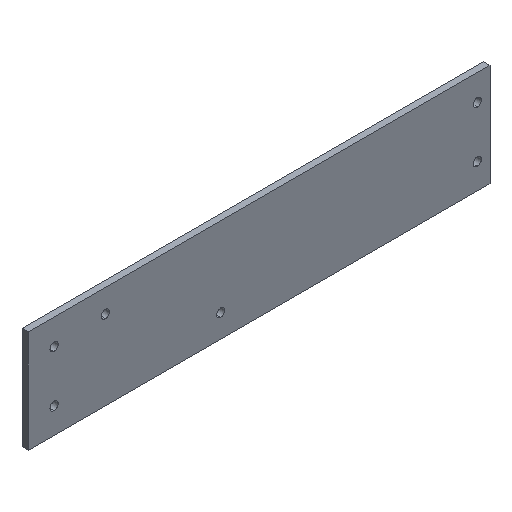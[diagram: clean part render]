
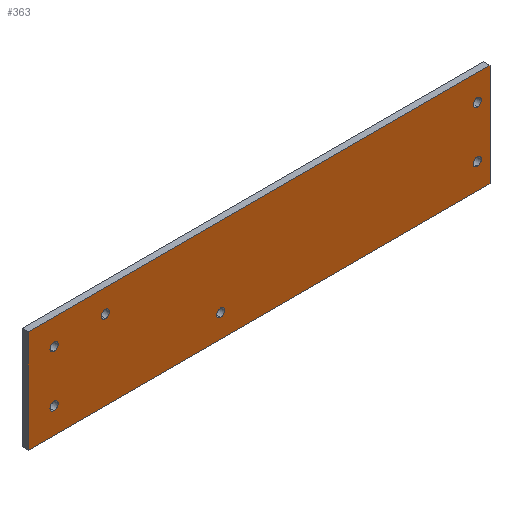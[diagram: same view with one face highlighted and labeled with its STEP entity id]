
A CAD part, isometric view. The second image highlights one B-rep face of the part: STEP entity #363.
In plain terms, the highlighted planar face has unit normal (0, -1, 0).
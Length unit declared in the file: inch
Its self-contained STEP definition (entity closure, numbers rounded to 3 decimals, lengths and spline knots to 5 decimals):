
#8 = LINE ( 'NONE', #351, #617 ) ;
#11 = DIRECTION ( 'NONE',  ( 0., 1., 0. ) ) ;
#21 = CIRCLE ( 'NONE', #56, 0.0795 ) ;
#23 = EDGE_CURVE ( 'NONE', #568, #78, #200, .T. ) ;
#25 = CARTESIAN_POINT ( 'NONE',  ( -4.5, 0., -1. ) ) ;
#33 = CARTESIAN_POINT ( 'NONE',  ( -4., 0., 0.5795 ) ) ;
#35 = EDGE_CURVE ( 'NONE', #504, #649, #362, .T. ) ;
#43 = CARTESIAN_POINT ( 'NONE',  ( -4., 0., 0.5 ) ) ;
#47 = EDGE_CURVE ( 'NONE', #622, #278, #390, .T. ) ;
#49 = ORIENTED_EDGE ( 'NONE', *, *, #345, .T. ) ;
#53 = AXIS2_PLACEMENT_3D ( 'NONE', #209, #510, #647 ) ;
#56 = AXIS2_PLACEMENT_3D ( 'NONE', #43, #243, #328 ) ;
#59 = DIRECTION ( 'NONE',  ( 0., 0., 1. ) ) ;
#66 = CARTESIAN_POINT ( 'NONE',  ( 4.25, 0., -0.5 ) ) ;
#78 = VERTEX_POINT ( 'NONE', #117 ) ;
#83 = CARTESIAN_POINT ( 'NONE',  ( -4., 0., -0.5 ) ) ;
#87 = EDGE_CURVE ( 'NONE', #491, #95, #260, .T. ) ;
#92 = CARTESIAN_POINT ( 'NONE',  ( -4., 0., 0.5 ) ) ;
#95 = VERTEX_POINT ( 'NONE', #462 ) ;
#101 = DIRECTION ( 'NONE',  ( 0., 0., 1. ) ) ;
#103 = DIRECTION ( 'NONE',  ( 0., 0., 1. ) ) ;
#106 = AXIS2_PLACEMENT_3D ( 'NONE', #83, #132, #325 ) ;
#107 = CARTESIAN_POINT ( 'NONE',  ( -4., 0., -0.5 ) ) ;
#108 = DIRECTION ( 'NONE',  ( 0., 0., 1. ) ) ;
#112 = FACE_OUTER_BOUND ( 'NONE', #268, .T. ) ;
#117 = CARTESIAN_POINT ( 'NONE',  ( -4., 0., -0.4205 ) ) ;
#121 = ORIENTED_EDGE ( 'NONE', *, *, #158, .F. ) ;
#126 = CARTESIAN_POINT ( 'NONE',  ( -3., 0., 0.55 ) ) ;
#127 = EDGE_CURVE ( 'NONE', #204, #245, #482, .T. ) ;
#132 = DIRECTION ( 'NONE',  ( 0., 1., 0. ) ) ;
#136 = VECTOR ( 'NONE', #299, 39.37008 ) ;
#146 = EDGE_LOOP ( 'NONE', ( #246, #304 ) ) ;
#148 = DIRECTION ( 'NONE',  ( 0., 0., 1. ) ) ;
#152 = EDGE_LOOP ( 'NONE', ( #249, #208 ) ) ;
#158 = EDGE_CURVE ( 'NONE', #500, #417, #8, .T. ) ;
#161 = FACE_BOUND ( 'NONE', #152, .T. ) ;
#165 = LINE ( 'NONE', #202, #136 ) ;
#170 = VECTOR ( 'NONE', #620, 39.37008 ) ;
#181 = CIRCLE ( 'NONE', #607, 0.0795 ) ;
#186 = DIRECTION ( 'NONE',  ( 0., 1., 0. ) ) ;
#188 = DIRECTION ( 'NONE',  ( 0., 0., 1. ) ) ;
#200 = CIRCLE ( 'NONE', #424, 0.0795 ) ;
#202 = CARTESIAN_POINT ( 'NONE',  ( 4.5, 0., 1. ) ) ;
#204 = VERTEX_POINT ( 'NONE', #429 ) ;
#206 = EDGE_CURVE ( 'NONE', #602, #590, #280, .T. ) ;
#208 = ORIENTED_EDGE ( 'NONE', *, *, #47, .T. ) ;
#209 = CARTESIAN_POINT ( 'NONE',  ( -0.75, 0., -0.55 ) ) ;
#214 = DIRECTION ( 'NONE',  ( 0., 1., 0. ) ) ;
#220 = AXIS2_PLACEMENT_3D ( 'NONE', #126, #577, #188 ) ;
#238 = CARTESIAN_POINT ( 'NONE',  ( 4.25, 0., -0.5795 ) ) ;
#239 = CARTESIAN_POINT ( 'NONE',  ( -3., 0., 0.4705 ) ) ;
#243 = DIRECTION ( 'NONE',  ( 0., 1., 0. ) ) ;
#245 = VERTEX_POINT ( 'NONE', #239 ) ;
#246 = ORIENTED_EDGE ( 'NONE', *, *, #611, .T. ) ;
#249 = ORIENTED_EDGE ( 'NONE', *, *, #370, .T. ) ;
#255 = EDGE_LOOP ( 'NONE', ( #49, #569 ) ) ;
#258 = CARTESIAN_POINT ( 'NONE',  ( -4.5, 0., 1. ) ) ;
#260 = CIRCLE ( 'NONE', #627, 0.0795 ) ;
#262 = CIRCLE ( 'NONE', #53, 0.0795 ) ;
#268 = EDGE_LOOP ( 'NONE', ( #315, #296, #121, #517 ) ) ;
#277 = EDGE_CURVE ( 'NONE', #628, #399, #262, .T. ) ;
#278 = VERTEX_POINT ( 'NONE', #354 ) ;
#280 = CIRCLE ( 'NONE', #290, 0.0795 ) ;
#286 = DIRECTION ( 'NONE',  ( 0., 0., 1. ) ) ;
#289 = EDGE_CURVE ( 'NONE', #399, #628, #619, .T. ) ;
#290 = AXIS2_PLACEMENT_3D ( 'NONE', #92, #186, #286 ) ;
#296 = ORIENTED_EDGE ( 'NONE', *, *, #631, .F. ) ;
#298 = EDGE_CURVE ( 'NONE', #649, #500, #165, .T. ) ;
#299 = DIRECTION ( 'NONE',  ( 1., 0., 0. ) ) ;
#302 = FACE_BOUND ( 'NONE', #303, .T. ) ;
#303 = EDGE_LOOP ( 'NONE', ( #365, #544 ) ) ;
#304 = ORIENTED_EDGE ( 'NONE', *, *, #206, .T. ) ;
#305 = CARTESIAN_POINT ( 'NONE',  ( 4.25, 0., -0.5 ) ) ;
#309 = DIRECTION ( 'NONE',  ( 0., 1., 0. ) ) ;
#315 = ORIENTED_EDGE ( 'NONE', *, *, #35, .F. ) ;
#318 = CARTESIAN_POINT ( 'NONE',  ( -0.75, 0., -0.4705 ) ) ;
#324 = ORIENTED_EDGE ( 'NONE', *, *, #539, .T. ) ;
#325 = DIRECTION ( 'NONE',  ( 0., 0., 1. ) ) ;
#328 = DIRECTION ( 'NONE',  ( 0., 0., 1. ) ) ;
#337 = AXIS2_PLACEMENT_3D ( 'NONE', #540, #486, #148 ) ;
#342 = CARTESIAN_POINT ( 'NONE',  ( -0.75, 0., -0.6295 ) ) ;
#345 = EDGE_CURVE ( 'NONE', #95, #491, #181, .T. ) ;
#347 = ORIENTED_EDGE ( 'NONE', *, *, #289, .T. ) ;
#350 = CARTESIAN_POINT ( 'NONE',  ( 4.25, 0., 0.5 ) ) ;
#351 = CARTESIAN_POINT ( 'NONE',  ( 4.5, 0., 1. ) ) ;
#354 = CARTESIAN_POINT ( 'NONE',  ( 4.25, 0., -0.4205 ) ) ;
#360 = CARTESIAN_POINT ( 'NONE',  ( 0., 0., 0. ) ) ;
#362 = LINE ( 'NONE', #407, #170 ) ;
#363 = ADVANCED_FACE ( 'NONE', ( #558, #302, #450, #655, #605, #161, #112 ), #408, .F. ) ;
#364 = VECTOR ( 'NONE', #388, 39.37008 ) ;
#365 = ORIENTED_EDGE ( 'NONE', *, *, #127, .T. ) ;
#370 = EDGE_CURVE ( 'NONE', #278, #622, #460, .T. ) ;
#377 = CARTESIAN_POINT ( 'NONE',  ( 4.5, 0., 1. ) ) ;
#380 = CIRCLE ( 'NONE', #106, 0.0795 ) ;
#388 = DIRECTION ( 'NONE',  ( -1., 0., 0. ) ) ;
#390 = CIRCLE ( 'NONE', #565, 0.0795 ) ;
#393 = AXIS2_PLACEMENT_3D ( 'NONE', #360, #309, #108 ) ;
#396 = EDGE_LOOP ( 'NONE', ( #324, #459 ) ) ;
#398 = DIRECTION ( 'NONE',  ( 0., 1., 0. ) ) ;
#399 = VERTEX_POINT ( 'NONE', #318 ) ;
#401 = DIRECTION ( 'NONE',  ( 0., 1., 0. ) ) ;
#406 = AXIS2_PLACEMENT_3D ( 'NONE', #305, #506, #103 ) ;
#407 = CARTESIAN_POINT ( 'NONE',  ( -4.5, 0., 1. ) ) ;
#408 = PLANE ( 'NONE',  #393 ) ;
#410 = DIRECTION ( 'NONE',  ( 0., 1., 0. ) ) ;
#415 = AXIS2_PLACEMENT_3D ( 'NONE', #603, #398, #101 ) ;
#416 = CIRCLE ( 'NONE', #220, 0.0795 ) ;
#417 = VERTEX_POINT ( 'NONE', #473 ) ;
#424 = AXIS2_PLACEMENT_3D ( 'NONE', #107, #214, #614 ) ;
#429 = CARTESIAN_POINT ( 'NONE',  ( -3., 0., 0.6295 ) ) ;
#436 = EDGE_LOOP ( 'NONE', ( #347, #642 ) ) ;
#450 = FACE_BOUND ( 'NONE', #146, .T. ) ;
#459 = ORIENTED_EDGE ( 'NONE', *, *, #23, .T. ) ;
#460 = CIRCLE ( 'NONE', #406, 0.0795 ) ;
#462 = CARTESIAN_POINT ( 'NONE',  ( 4.25, 0., 0.5795 ) ) ;
#473 = CARTESIAN_POINT ( 'NONE',  ( 4.5, 0., -1. ) ) ;
#482 = CIRCLE ( 'NONE', #337, 0.0795 ) ;
#486 = DIRECTION ( 'NONE',  ( 0., 1., 0. ) ) ;
#487 = CARTESIAN_POINT ( 'NONE',  ( -4., 0., 0.4205 ) ) ;
#491 = VERTEX_POINT ( 'NONE', #571 ) ;
#500 = VERTEX_POINT ( 'NONE', #377 ) ;
#504 = VERTEX_POINT ( 'NONE', #25 ) ;
#506 = DIRECTION ( 'NONE',  ( 0., 1., 0. ) ) ;
#510 = DIRECTION ( 'NONE',  ( 0., 1., 0. ) ) ;
#516 = DIRECTION ( 'NONE',  ( 0., 0., 1. ) ) ;
#517 = ORIENTED_EDGE ( 'NONE', *, *, #298, .F. ) ;
#528 = EDGE_CURVE ( 'NONE', #245, #204, #416, .T. ) ;
#539 = EDGE_CURVE ( 'NONE', #78, #568, #380, .T. ) ;
#540 = CARTESIAN_POINT ( 'NONE',  ( -3., 0., 0.55 ) ) ;
#544 = ORIENTED_EDGE ( 'NONE', *, *, #528, .T. ) ;
#546 = LINE ( 'NONE', #636, #364 ) ;
#554 = DIRECTION ( 'NONE',  ( 0., 0., 1. ) ) ;
#558 = FACE_BOUND ( 'NONE', #436, .T. ) ;
#564 = CARTESIAN_POINT ( 'NONE',  ( 4.25, 0., 0.5 ) ) ;
#565 = AXIS2_PLACEMENT_3D ( 'NONE', #66, #410, #59 ) ;
#568 = VERTEX_POINT ( 'NONE', #587 ) ;
#569 = ORIENTED_EDGE ( 'NONE', *, *, #87, .T. ) ;
#571 = CARTESIAN_POINT ( 'NONE',  ( 4.25, 0., 0.4205 ) ) ;
#577 = DIRECTION ( 'NONE',  ( 0., 1., 0. ) ) ;
#587 = CARTESIAN_POINT ( 'NONE',  ( -4., 0., -0.5795 ) ) ;
#590 = VERTEX_POINT ( 'NONE', #33 ) ;
#602 = VERTEX_POINT ( 'NONE', #487 ) ;
#603 = CARTESIAN_POINT ( 'NONE',  ( -0.75, 0., -0.55 ) ) ;
#605 = FACE_BOUND ( 'NONE', #255, .T. ) ;
#607 = AXIS2_PLACEMENT_3D ( 'NONE', #350, #401, #554 ) ;
#611 = EDGE_CURVE ( 'NONE', #590, #602, #21, .T. ) ;
#613 = DIRECTION ( 'NONE',  ( 0., 0., -1. ) ) ;
#614 = DIRECTION ( 'NONE',  ( 0., 0., 1. ) ) ;
#617 = VECTOR ( 'NONE', #613, 39.37008 ) ;
#619 = CIRCLE ( 'NONE', #415, 0.0795 ) ;
#620 = DIRECTION ( 'NONE',  ( 0., 0., 1. ) ) ;
#622 = VERTEX_POINT ( 'NONE', #238 ) ;
#627 = AXIS2_PLACEMENT_3D ( 'NONE', #564, #11, #516 ) ;
#628 = VERTEX_POINT ( 'NONE', #342 ) ;
#631 = EDGE_CURVE ( 'NONE', #417, #504, #546, .T. ) ;
#636 = CARTESIAN_POINT ( 'NONE',  ( 4.5, 0., -1. ) ) ;
#642 = ORIENTED_EDGE ( 'NONE', *, *, #277, .T. ) ;
#647 = DIRECTION ( 'NONE',  ( 0., 0., 1. ) ) ;
#649 = VERTEX_POINT ( 'NONE', #258 ) ;
#655 = FACE_BOUND ( 'NONE', #396, .T. ) ;
